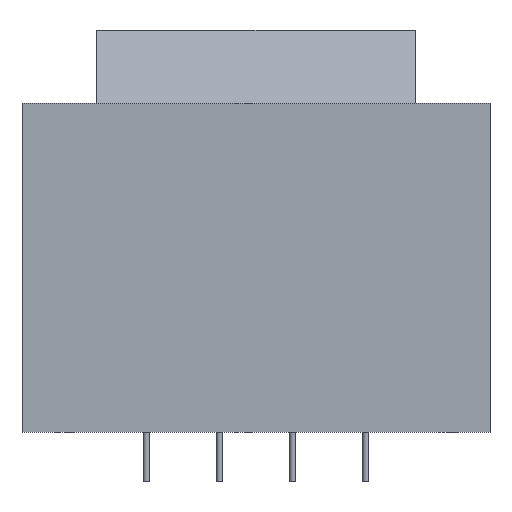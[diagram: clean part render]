
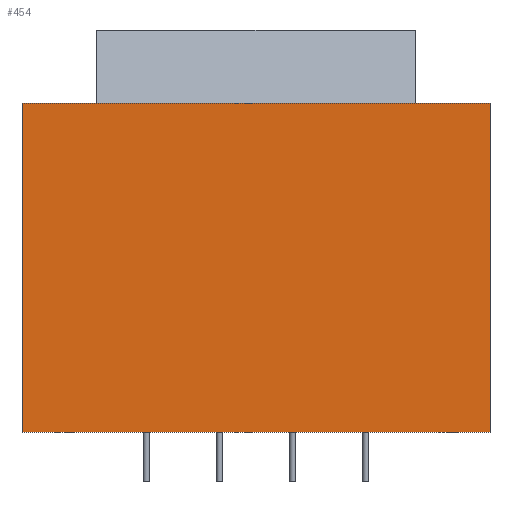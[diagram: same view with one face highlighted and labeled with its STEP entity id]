
A CAD part, left-side view. The second image highlights one B-rep face of the part: STEP entity #454.
In plain terms, the highlighted planar face has unit normal (-1, 0, 0).
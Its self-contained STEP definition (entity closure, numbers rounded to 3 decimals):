
#41=PLANE('',#519);
#72=FACE_OUTER_BOUND('',#103,.T.);
#103=EDGE_LOOP('',(#371,#372,#373,#374));
#142=LINE('',#763,#176);
#145=LINE('',#769,#179);
#146=LINE('',#771,#180);
#147=LINE('',#772,#181);
#176=VECTOR('',#641,10.);
#179=VECTOR('',#646,10.);
#180=VECTOR('',#647,10.);
#181=VECTOR('',#648,10.);
#236=VERTEX_POINT('',#760);
#237=VERTEX_POINT('',#762);
#239=VERTEX_POINT('',#768);
#240=VERTEX_POINT('',#770);
#286=EDGE_CURVE('',#236,#237,#142,.T.);
#289=EDGE_CURVE('',#239,#236,#145,.T.);
#290=EDGE_CURVE('',#240,#239,#146,.T.);
#291=EDGE_CURVE('',#237,#240,#147,.T.);
#371=ORIENTED_EDGE('',*,*,#289,.F.);
#372=ORIENTED_EDGE('',*,*,#290,.F.);
#373=ORIENTED_EDGE('',*,*,#291,.F.);
#374=ORIENTED_EDGE('',*,*,#286,.F.);
#454=ADVANCED_FACE('',(#72),#41,.T.);
#519=AXIS2_PLACEMENT_3D('',#767,#644,#645);
#641=DIRECTION('',(0.,0.,-1.));
#644=DIRECTION('center_axis',(-1.,0.,0.));
#645=DIRECTION('ref_axis',(0.,0.,1.));
#646=DIRECTION('',(0.,-1.,0.));
#647=DIRECTION('',(0.,0.,1.));
#648=DIRECTION('',(0.,1.,0.));
#760=CARTESIAN_POINT('',(-27.,-32.,45.));
#762=CARTESIAN_POINT('',(-27.,-32.,0.));
#763=CARTESIAN_POINT('',(-27.,-32.,45.));
#767=CARTESIAN_POINT('Origin',(-27.,0.,0.));
#768=CARTESIAN_POINT('',(-27.,32.,45.));
#769=CARTESIAN_POINT('',(-27.,0.,45.));
#770=CARTESIAN_POINT('',(-27.,32.,0.));
#771=CARTESIAN_POINT('',(-27.,32.,45.));
#772=CARTESIAN_POINT('',(-27.,0.,0.));
